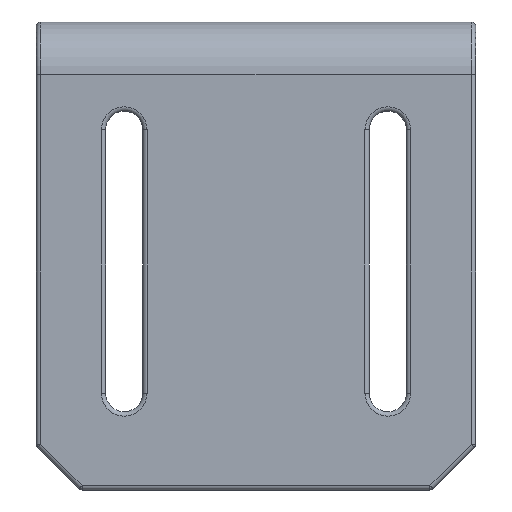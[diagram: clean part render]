
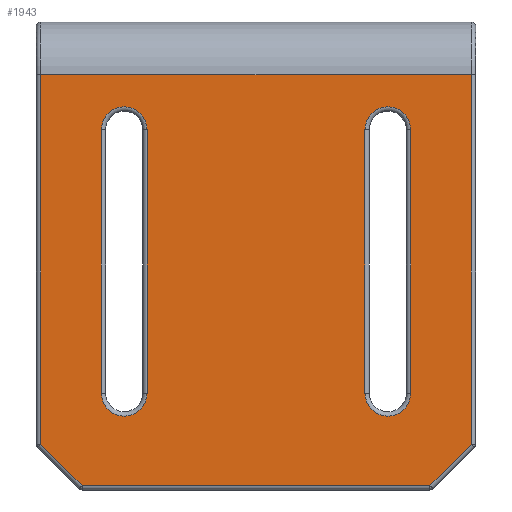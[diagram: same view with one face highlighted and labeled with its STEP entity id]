
A CAD part, front view. The second image highlights one B-rep face of the part: STEP entity #1943.
In plain terms, the highlighted planar face has unit normal (0, -1, 0).
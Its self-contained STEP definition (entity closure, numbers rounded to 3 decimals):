
#1663=CARTESIAN_POINT('',(12.4,-30.25,-42.25));
#1664=VERTEX_POINT('',#1663);
#1682=CARTESIAN_POINT('',(12.4,-30.25,-12.25));
#1683=VERTEX_POINT('',#1682);
#1691=CARTESIAN_POINT('',(12.4,-30.25,-12.25));
#1692=DIRECTION('',(0.0,0.0,-1.0));
#1693=VECTOR('',#1692,30.0);
#1694=LINE('',#1691,#1693);
#1695=EDGE_CURVE('',#1683,#1664,#1694,.T.);
#1707=CARTESIAN_POINT('',(17.6,-30.25,-12.25));
#1708=VERTEX_POINT('',#1707);
#1716=CARTESIAN_POINT('',(15.,-30.25,-12.25));
#1717=DIRECTION('',(0.0,-1.0,0.0));
#1718=DIRECTION('',(0.0,0.0,1.0));
#1719=AXIS2_PLACEMENT_3D('',#1716,#1717,#1718);
#1720=CIRCLE('',#1719,2.6);
#1721=EDGE_CURVE('',#1708,#1683,#1720,.T.);
#1741=CARTESIAN_POINT('',(17.6,-30.25,-42.25));
#1742=VERTEX_POINT('',#1741);
#1750=CARTESIAN_POINT('',(17.6,-30.25,-42.25));
#1751=DIRECTION('',(0.0,0.0,1.0));
#1752=VECTOR('',#1751,30.);
#1753=LINE('',#1750,#1752);
#1754=EDGE_CURVE('',#1742,#1708,#1753,.T.);
#1772=CARTESIAN_POINT('',(15.0,-30.25,-42.25));
#1773=DIRECTION('',(0.0,-1.0,0.0));
#1774=DIRECTION('',(0.0,0.0,-1.0));
#1775=AXIS2_PLACEMENT_3D('',#1772,#1773,#1774);
#1776=CIRCLE('',#1775,2.6);
#1777=EDGE_CURVE('',#1664,#1742,#1776,.T.);
#1846=CARTESIAN_POINT('',(0.0,-30.25,-53.25));
#1847=DIRECTION('',(0.0,-1.0,0.0));
#1848=DIRECTION('',(0.0,0.0,-1.0));
#1849=AXIS2_PLACEMENT_3D('',#1846,#1847,#1848);
#1850=PLANE('',#1849);
#1851=CARTESIAN_POINT('',(-24.5,-30.25,-48.043));
#1852=VERTEX_POINT('',#1851);
#1853=CARTESIAN_POINT('',(-24.5,-30.25,-6.));
#1854=VERTEX_POINT('',#1853);
#1855=CARTESIAN_POINT('',(-24.5,-30.25,-48.043));
#1856=DIRECTION('',(0.0,0.0,1.0));
#1857=VECTOR('',#1856,42.043);
#1858=LINE('',#1855,#1857);
#1859=EDGE_CURVE('',#1852,#1854,#1858,.T.);
#1860=ORIENTED_EDGE('',*,*,#1859,.F.);
#1861=CARTESIAN_POINT('',(-19.793,-30.25,-52.75));
#1862=VERTEX_POINT('',#1861);
#1863=CARTESIAN_POINT('',(-19.793,-30.25,-52.75));
#1864=DIRECTION('',(-0.707,0.,0.707));
#1865=VECTOR('',#1864,6.657);
#1866=LINE('',#1863,#1865);
#1867=EDGE_CURVE('',#1862,#1852,#1866,.T.);
#1868=ORIENTED_EDGE('',*,*,#1867,.F.);
#1869=CARTESIAN_POINT('',(19.793,-30.25,-52.75));
#1870=VERTEX_POINT('',#1869);
#1871=CARTESIAN_POINT('',(19.793,-30.25,-52.75));
#1872=DIRECTION('',(-1.0,0.0,0.0));
#1873=VECTOR('',#1872,39.586);
#1874=LINE('',#1871,#1873);
#1875=EDGE_CURVE('',#1870,#1862,#1874,.T.);
#1876=ORIENTED_EDGE('',*,*,#1875,.F.);
#1877=CARTESIAN_POINT('',(24.5,-30.25,-48.043));
#1878=VERTEX_POINT('',#1877);
#1879=CARTESIAN_POINT('',(24.5,-30.25,-48.043));
#1880=DIRECTION('',(-0.707,0.,-0.707));
#1881=VECTOR('',#1880,6.657);
#1882=LINE('',#1879,#1881);
#1883=EDGE_CURVE('',#1878,#1870,#1882,.T.);
#1884=ORIENTED_EDGE('',*,*,#1883,.F.);
#1885=CARTESIAN_POINT('',(24.5,-30.25,-6.));
#1886=VERTEX_POINT('',#1885);
#1887=CARTESIAN_POINT('',(24.5,-30.25,-6.));
#1888=DIRECTION('',(0.0,0.0,-1.0));
#1889=VECTOR('',#1888,42.043);
#1890=LINE('',#1887,#1889);
#1891=EDGE_CURVE('',#1886,#1878,#1890,.T.);
#1892=ORIENTED_EDGE('',*,*,#1891,.F.);
#1893=CARTESIAN_POINT('',(-24.5,-30.25,-6.));
#1894=DIRECTION('',(1.0,0.0,0.0));
#1895=VECTOR('',#1894,49.0);
#1896=LINE('',#1893,#1895);
#1897=EDGE_CURVE('',#1854,#1886,#1896,.T.);
#1898=ORIENTED_EDGE('',*,*,#1897,.F.);
#1899=EDGE_LOOP('',(#1860,#1868,#1876,#1884,#1892,#1898));
#1900=FACE_OUTER_BOUND('',#1899,.T.);
#1901=CARTESIAN_POINT('',(-17.6,-30.25,-12.25));
#1902=VERTEX_POINT('',#1901);
#1903=CARTESIAN_POINT('',(-17.6,-30.25,-42.25));
#1904=VERTEX_POINT('',#1903);
#1905=CARTESIAN_POINT('',(-17.6,-30.25,-12.25));
#1906=DIRECTION('',(0.0,0.0,-1.0));
#1907=VECTOR('',#1906,30.0);
#1908=LINE('',#1905,#1907);
#1909=EDGE_CURVE('',#1902,#1904,#1908,.T.);
#1910=ORIENTED_EDGE('',*,*,#1909,.F.);
#1911=CARTESIAN_POINT('',(-12.4,-30.25,-12.25));
#1912=VERTEX_POINT('',#1911);
#1913=CARTESIAN_POINT('',(-15.0,-30.25,-12.25));
#1914=DIRECTION('',(0.0,-1.0,0.0));
#1915=DIRECTION('',(0.0,0.0,1.0));
#1916=AXIS2_PLACEMENT_3D('',#1913,#1914,#1915);
#1917=CIRCLE('',#1916,2.6);
#1918=EDGE_CURVE('',#1912,#1902,#1917,.T.);
#1919=ORIENTED_EDGE('',*,*,#1918,.F.);
#1920=CARTESIAN_POINT('',(-12.4,-30.25,-42.25));
#1921=VERTEX_POINT('',#1920);
#1922=CARTESIAN_POINT('',(-12.4,-30.25,-42.25));
#1923=DIRECTION('',(0.0,0.0,1.0));
#1924=VECTOR('',#1923,30.);
#1925=LINE('',#1922,#1924);
#1926=EDGE_CURVE('',#1921,#1912,#1925,.T.);
#1927=ORIENTED_EDGE('',*,*,#1926,.F.);
#1928=CARTESIAN_POINT('',(-15.0,-30.25,-42.25));
#1929=DIRECTION('',(0.0,-1.0,0.0));
#1930=DIRECTION('',(0.0,0.0,-1.0));
#1931=AXIS2_PLACEMENT_3D('',#1928,#1929,#1930);
#1932=CIRCLE('',#1931,2.6);
#1933=EDGE_CURVE('',#1904,#1921,#1932,.T.);
#1934=ORIENTED_EDGE('',*,*,#1933,.F.);
#1935=EDGE_LOOP('',(#1910,#1919,#1927,#1934));
#1936=FACE_BOUND('',#1935,.T.);
#1937=ORIENTED_EDGE('',*,*,#1695,.F.);
#1938=ORIENTED_EDGE('',*,*,#1721,.F.);
#1939=ORIENTED_EDGE('',*,*,#1754,.F.);
#1940=ORIENTED_EDGE('',*,*,#1777,.F.);
#1941=EDGE_LOOP('',(#1937,#1938,#1939,#1940));
#1942=FACE_BOUND('',#1941,.T.);
#1943=ADVANCED_FACE('',(#1900,#1936,#1942),#1850,.T.);
